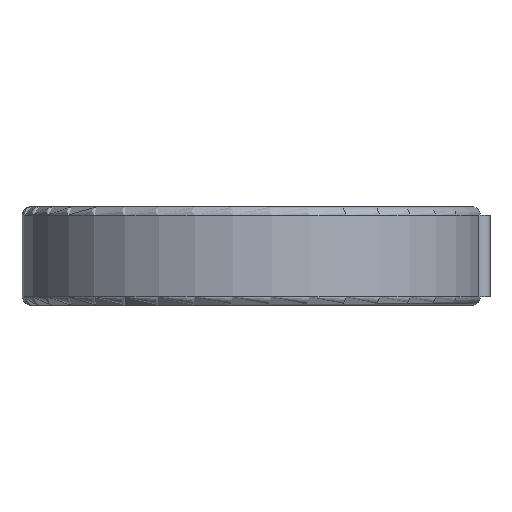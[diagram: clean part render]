
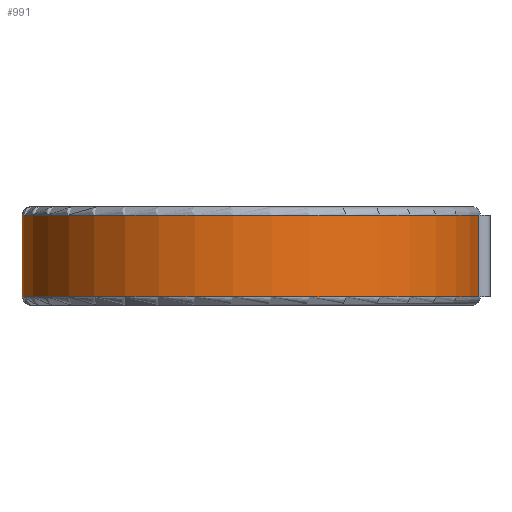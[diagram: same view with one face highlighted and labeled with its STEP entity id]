
A CAD part, front view. The second image highlights one B-rep face of the part: STEP entity #991.
In plain terms, the highlighted cylindrical face has radius 28 mm (diameter 56 mm), a partial arc.
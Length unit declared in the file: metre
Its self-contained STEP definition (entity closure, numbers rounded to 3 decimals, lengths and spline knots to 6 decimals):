
#37=CYLINDRICAL_SURFACE('',#1085,0.028);
#65=CIRCLE('',#1086,0.028);
#66=CIRCLE('',#1087,0.028);
#135=ORIENTED_EDGE('',*,*,#427,.T.);
#136=ORIENTED_EDGE('',*,*,#428,.T.);
#137=ORIENTED_EDGE('',*,*,#429,.F.);
#138=ORIENTED_EDGE('',*,*,#430,.T.);
#427=EDGE_CURVE('',#573,#574,#660,.T.);
#428=EDGE_CURVE('',#574,#575,#65,.T.);
#429=EDGE_CURVE('',#576,#575,#661,.T.);
#430=EDGE_CURVE('',#576,#573,#66,.F.);
#573=VERTEX_POINT('',#1565);
#574=VERTEX_POINT('',#1566);
#575=VERTEX_POINT('',#1568);
#576=VERTEX_POINT('',#1570);
#660=LINE('',#1564,#728);
#661=LINE('',#1569,#729);
#728=VECTOR('',#1227,1.);
#729=VECTOR('',#1230,1.);
#795=EDGE_LOOP('',(#135,#136,#137,#138));
#879=FACE_BOUND('',#795,.T.);
#991=ADVANCED_FACE('',(#879),#37,.T.);
#1085=AXIS2_PLACEMENT_3D('',#1563,#1225,#1226);
#1086=AXIS2_PLACEMENT_3D('',#1567,#1228,#1229);
#1087=AXIS2_PLACEMENT_3D('',#1571,#1231,#1232);
#1225=DIRECTION('',(0.,0.,-1.));
#1226=DIRECTION('',(-1.,0.,0.));
#1227=DIRECTION('',(0.,0.,-1.));
#1228=DIRECTION('',(0.,0.,1.));
#1229=DIRECTION('',(1.,0.,0.));
#1230=DIRECTION('',(0.,0.,-1.));
#1231=DIRECTION('',(0.,0.,1.));
#1232=DIRECTION('',(1.,0.,0.));
#1563=CARTESIAN_POINT('',(0.,0.,0.005));
#1564=CARTESIAN_POINT('',(-0.014239,0.024109,0.005));
#1565=CARTESIAN_POINT('',(-0.014239,0.024109,0.005));
#1566=CARTESIAN_POINT('',(-0.014239,0.024109,-0.005));
#1567=CARTESIAN_POINT('',(0.,0.,-0.005));
#1568=CARTESIAN_POINT('',(0.027757,-0.003683,-0.005));
#1569=CARTESIAN_POINT('',(0.027757,-0.003683,0.));
#1570=CARTESIAN_POINT('',(0.027757,-0.003683,0.005));
#1571=CARTESIAN_POINT('',(0.,0.,0.005));
